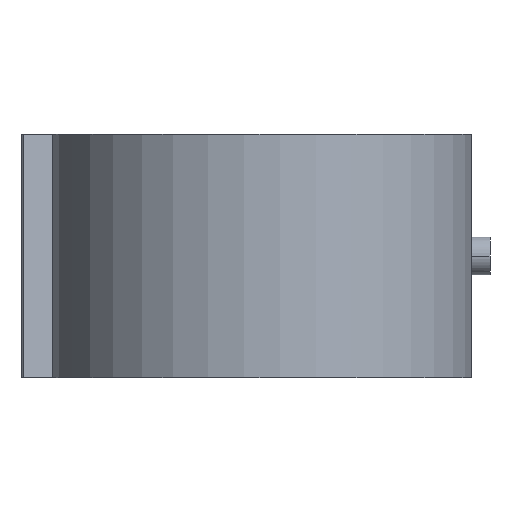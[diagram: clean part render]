
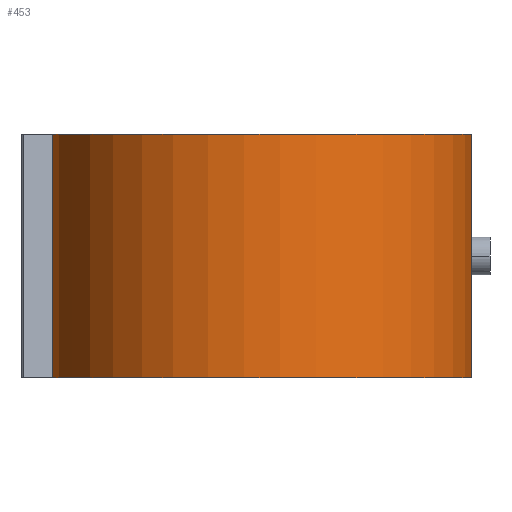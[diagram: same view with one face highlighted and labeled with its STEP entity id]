
A CAD part, front view. The second image highlights one B-rep face of the part: STEP entity #453.
In plain terms, the highlighted cylindrical face has radius 110.667 mm (diameter 221.333 mm), a partial arc.
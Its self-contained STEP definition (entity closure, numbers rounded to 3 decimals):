
#201 = VERTEX_POINT( '', #568 );
#261 = VERTEX_POINT( '', #631 );
#271 = EDGE_CURVE( '', #531, #485, #642, .T. );
#327 = EDGE_CURVE( '', #201, #261, #704, .T. );
#375 = EDGE_CURVE( '', #261, #531, #759, .T. );
#379 = EDGE_CURVE( '', #201, #485, #763, .T. );
#453 = ADVANCED_FACE( '', ( #846 ), #847, .T. );
#485 = VERTEX_POINT( '', #884 );
#531 = VERTEX_POINT( '', #934 );
#568 = CARTESIAN_POINT( '', ( -110.249, -9.6, 64. ) );
#631 = CARTESIAN_POINT( '', ( -110.249, -9.6, -64. ) );
#642 = LINE( '', #1147, #1148 );
#704 = LINE( '', #1246, #1247 );
#759 = CIRCLE( '', #1371, 110.667 );
#763 = CIRCLE( '', #1378, 110.667 );
#846 = FACE_OUTER_BOUND( '', #1547, .T. );
#847 = CYLINDRICAL_SURFACE( '', #1548, 110.667 );
#884 = CARTESIAN_POINT( '', ( 110.249, 9.6, 64. ) );
#934 = CARTESIAN_POINT( '', ( 110.249, 9.6, -64. ) );
#1147 = CARTESIAN_POINT( '', ( 110.249, 9.6, 64. ) );
#1148 = VECTOR( '', #1863, 1. );
#1246 = CARTESIAN_POINT( '', ( -110.249, -9.6, 64. ) );
#1247 = VECTOR( '', #1933, 1. );
#1371 = AXIS2_PLACEMENT_3D( '', #2014, #2015, #2016 );
#1378 = AXIS2_PLACEMENT_3D( '', #2018, #2019, #2020 );
#1547 = EDGE_LOOP( '', ( #2113, #2114, #2115, #2116 ) );
#1548 = AXIS2_PLACEMENT_3D( '', #2117, #2118, #2119 );
#1863 = DIRECTION( '', ( 0., 0., 1. ) );
#1933 = DIRECTION( '', ( 0., 0., -1. ) );
#2014 = CARTESIAN_POINT( '', ( 0., 0., -64. ) );
#2015 = DIRECTION( '', ( 0., 0., 1. ) );
#2016 = DIRECTION( '', ( -0.996, -0.087, 0. ) );
#2018 = CARTESIAN_POINT( '', ( 0., 0., 64. ) );
#2019 = DIRECTION( '', ( 0., 0., 1. ) );
#2020 = DIRECTION( '', ( -0.996, -0.087, 0. ) );
#2113 = ORIENTED_EDGE( '', *, *, #271, .T. );
#2114 = ORIENTED_EDGE( '', *, *, #379, .F. );
#2115 = ORIENTED_EDGE( '', *, *, #327, .T. );
#2116 = ORIENTED_EDGE( '', *, *, #375, .T. );
#2117 = CARTESIAN_POINT( '', ( 0., 0., 64. ) );
#2118 = DIRECTION( '', ( 0., 0., 1. ) );
#2119 = DIRECTION( '', ( -0.996, -0.087, 0. ) );
